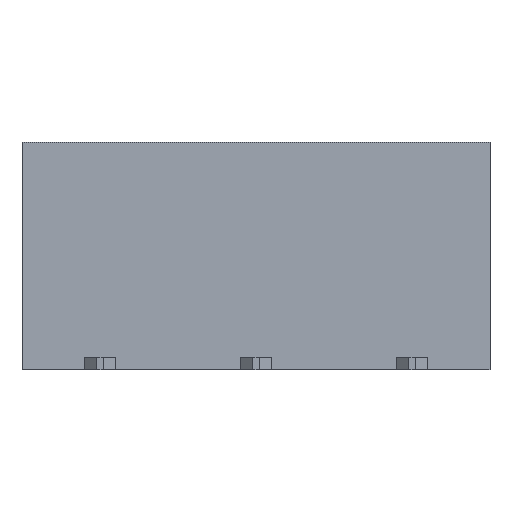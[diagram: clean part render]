
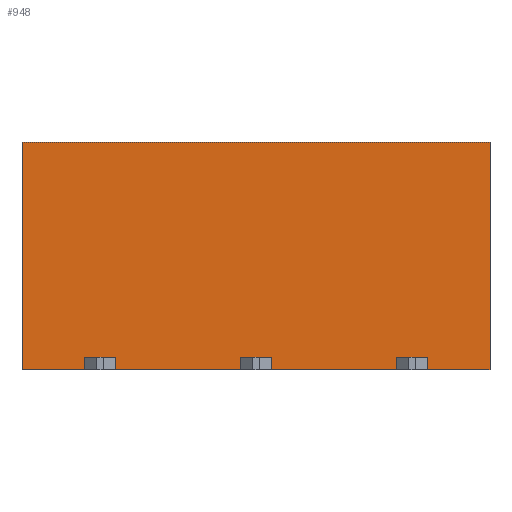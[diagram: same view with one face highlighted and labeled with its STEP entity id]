
A CAD part, left-side view. The second image highlights one B-rep face of the part: STEP entity #948.
In plain terms, the highlighted planar face has unit normal (-1, 0, 0).
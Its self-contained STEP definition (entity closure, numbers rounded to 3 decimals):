
#22 = VERTEX_POINT('',#23);
#23 = CARTESIAN_POINT('',(-2.5,-3.81,0.));
#31 = EDGE_CURVE('',#22,#32,#34,.T.);
#32 = VERTEX_POINT('',#33);
#33 = CARTESIAN_POINT('',(-2.5,-3.81,3.7));
#34 = LINE('',#35,#36);
#35 = CARTESIAN_POINT('',(-2.5,-3.81,0.));
#36 = VECTOR('',#37,1.);
#37 = DIRECTION('',(0.,0.,1.));
#94 = VERTEX_POINT('',#95);
#95 = CARTESIAN_POINT('',(-2.5,-2.79,0.));
#103 = EDGE_CURVE('',#94,#22,#104,.T.);
#104 = LINE('',#105,#106);
#105 = CARTESIAN_POINT('',(-2.5,3.81,0.));
#106 = VECTOR('',#107,1.);
#107 = DIRECTION('',(0.,-1.,0.));
#727 = VERTEX_POINT('',#728);
#728 = CARTESIAN_POINT('',(-2.5,3.81,3.7));
#734 = EDGE_CURVE('',#727,#32,#735,.T.);
#735 = LINE('',#736,#737);
#736 = CARTESIAN_POINT('',(-2.5,3.81,3.7));
#737 = VECTOR('',#738,1.);
#738 = DIRECTION('',(0.,-1.,0.));
#948 = ADVANCED_FACE('',(#949),#1056,.F.);
#949 = FACE_BOUND('',#950,.F.);
#950 = EDGE_LOOP('',(#951,#961,#967,#968,#969,#970,#978,#986,#994,#1002,
#1010,#1018,#1026,#1034,#1042,#1050));
#951 = ORIENTED_EDGE('',*,*,#952,.F.);
#952 = EDGE_CURVE('',#953,#955,#957,.T.);
#953 = VERTEX_POINT('',#954);
#954 = CARTESIAN_POINT('',(-2.5,3.81,0.));
#955 = VERTEX_POINT('',#956);
#956 = CARTESIAN_POINT('',(-2.5,2.79,0.));
#957 = LINE('',#958,#959);
#958 = CARTESIAN_POINT('',(-2.5,3.81,0.));
#959 = VECTOR('',#960,1.);
#960 = DIRECTION('',(0.,-1.,0.));
#961 = ORIENTED_EDGE('',*,*,#962,.T.);
#962 = EDGE_CURVE('',#953,#727,#963,.T.);
#963 = LINE('',#964,#965);
#964 = CARTESIAN_POINT('',(-2.5,3.81,0.));
#965 = VECTOR('',#966,1.);
#966 = DIRECTION('',(0.,0.,1.));
#967 = ORIENTED_EDGE('',*,*,#734,.T.);
#968 = ORIENTED_EDGE('',*,*,#31,.F.);
#969 = ORIENTED_EDGE('',*,*,#103,.F.);
#970 = ORIENTED_EDGE('',*,*,#971,.T.);
#971 = EDGE_CURVE('',#94,#972,#974,.T.);
#972 = VERTEX_POINT('',#973);
#973 = CARTESIAN_POINT('',(-2.5,-2.79,0.2));
#974 = LINE('',#975,#976);
#975 = CARTESIAN_POINT('',(-2.5,-2.79,0.));
#976 = VECTOR('',#977,1.);
#977 = DIRECTION('',(0.,-0.,1.));
#978 = ORIENTED_EDGE('',*,*,#979,.F.);
#979 = EDGE_CURVE('',#980,#972,#982,.T.);
#980 = VERTEX_POINT('',#981);
#981 = CARTESIAN_POINT('',(-2.5,-2.29,0.2));
#982 = LINE('',#983,#984);
#983 = CARTESIAN_POINT('',(-2.5,0.635,0.2));
#984 = VECTOR('',#985,1.);
#985 = DIRECTION('',(0.,-1.,0.));
#986 = ORIENTED_EDGE('',*,*,#987,.T.);
#987 = EDGE_CURVE('',#980,#988,#990,.T.);
#988 = VERTEX_POINT('',#989);
#989 = CARTESIAN_POINT('',(-2.5,-2.29,0.));
#990 = LINE('',#991,#992);
#991 = CARTESIAN_POINT('',(-2.5,-2.29,0.));
#992 = VECTOR('',#993,1.);
#993 = DIRECTION('',(0.,0.,-1.));
#994 = ORIENTED_EDGE('',*,*,#995,.F.);
#995 = EDGE_CURVE('',#996,#988,#998,.T.);
#996 = VERTEX_POINT('',#997);
#997 = CARTESIAN_POINT('',(-2.5,-0.25,0.));
#998 = LINE('',#999,#1000);
#999 = CARTESIAN_POINT('',(-2.5,3.81,0.));
#1000 = VECTOR('',#1001,1.);
#1001 = DIRECTION('',(0.,-1.,0.));
#1002 = ORIENTED_EDGE('',*,*,#1003,.T.);
#1003 = EDGE_CURVE('',#996,#1004,#1006,.T.);
#1004 = VERTEX_POINT('',#1005);
#1005 = CARTESIAN_POINT('',(-2.5,-0.25,0.2));
#1006 = LINE('',#1007,#1008);
#1007 = CARTESIAN_POINT('',(-2.5,-0.25,0.));
#1008 = VECTOR('',#1009,1.);
#1009 = DIRECTION('',(0.,-0.,1.));
#1010 = ORIENTED_EDGE('',*,*,#1011,.F.);
#1011 = EDGE_CURVE('',#1012,#1004,#1014,.T.);
#1012 = VERTEX_POINT('',#1013);
#1013 = CARTESIAN_POINT('',(-2.5,0.25,0.2));
#1014 = LINE('',#1015,#1016);
#1015 = CARTESIAN_POINT('',(-2.5,1.905,0.2));
#1016 = VECTOR('',#1017,1.);
#1017 = DIRECTION('',(0.,-1.,0.));
#1018 = ORIENTED_EDGE('',*,*,#1019,.T.);
#1019 = EDGE_CURVE('',#1012,#1020,#1022,.T.);
#1020 = VERTEX_POINT('',#1021);
#1021 = CARTESIAN_POINT('',(-2.5,0.25,0.));
#1022 = LINE('',#1023,#1024);
#1023 = CARTESIAN_POINT('',(-2.5,0.25,0.));
#1024 = VECTOR('',#1025,1.);
#1025 = DIRECTION('',(0.,0.,-1.));
#1026 = ORIENTED_EDGE('',*,*,#1027,.F.);
#1027 = EDGE_CURVE('',#1028,#1020,#1030,.T.);
#1028 = VERTEX_POINT('',#1029);
#1029 = CARTESIAN_POINT('',(-2.5,2.29,0.));
#1030 = LINE('',#1031,#1032);
#1031 = CARTESIAN_POINT('',(-2.5,3.81,0.));
#1032 = VECTOR('',#1033,1.);
#1033 = DIRECTION('',(0.,-1.,0.));
#1034 = ORIENTED_EDGE('',*,*,#1035,.T.);
#1035 = EDGE_CURVE('',#1028,#1036,#1038,.T.);
#1036 = VERTEX_POINT('',#1037);
#1037 = CARTESIAN_POINT('',(-2.5,2.29,0.2));
#1038 = LINE('',#1039,#1040);
#1039 = CARTESIAN_POINT('',(-2.5,2.29,0.));
#1040 = VECTOR('',#1041,1.);
#1041 = DIRECTION('',(0.,-0.,1.));
#1042 = ORIENTED_EDGE('',*,*,#1043,.F.);
#1043 = EDGE_CURVE('',#1044,#1036,#1046,.T.);
#1044 = VERTEX_POINT('',#1045);
#1045 = CARTESIAN_POINT('',(-2.5,2.79,0.2));
#1046 = LINE('',#1047,#1048);
#1047 = CARTESIAN_POINT('',(-2.5,3.175,0.2));
#1048 = VECTOR('',#1049,1.);
#1049 = DIRECTION('',(0.,-1.,0.));
#1050 = ORIENTED_EDGE('',*,*,#1051,.T.);
#1051 = EDGE_CURVE('',#1044,#955,#1052,.T.);
#1052 = LINE('',#1053,#1054);
#1053 = CARTESIAN_POINT('',(-2.5,2.79,0.));
#1054 = VECTOR('',#1055,1.);
#1055 = DIRECTION('',(0.,0.,-1.));
#1056 = PLANE('',#1057);
#1057 = AXIS2_PLACEMENT_3D('',#1058,#1059,#1060);
#1058 = CARTESIAN_POINT('',(-2.5,3.81,0.));
#1059 = DIRECTION('',(1.,0.,-0.));
#1060 = DIRECTION('',(0.,-1.,0.));
